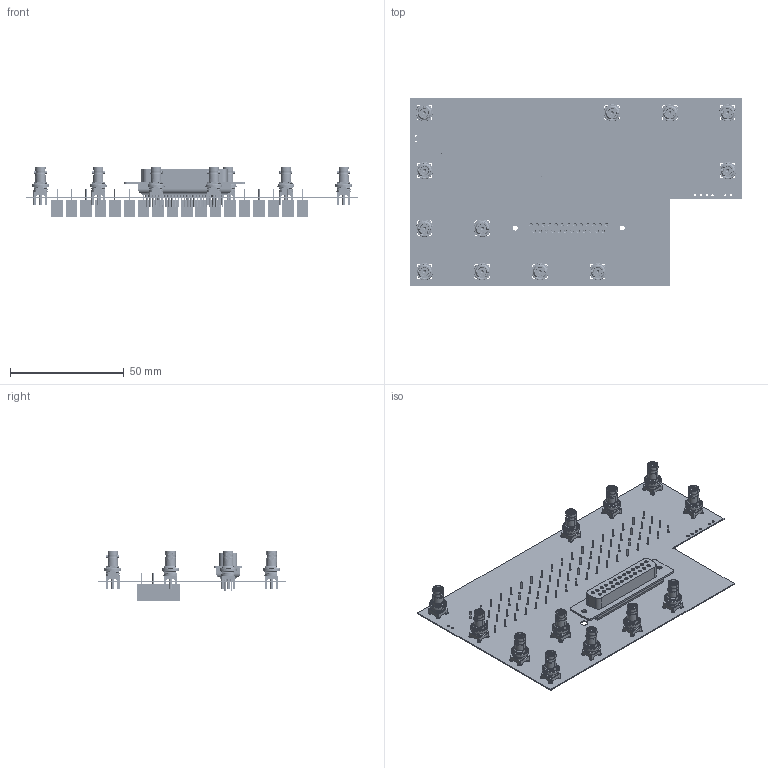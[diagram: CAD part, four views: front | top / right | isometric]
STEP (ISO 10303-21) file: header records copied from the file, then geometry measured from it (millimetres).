
FILE_DESCRIPTION(('Open CASCADE Model'),'2;1');
FILE_NAME('Open CASCADE Shape Model','2024-06-23T16:12:43',('Author'),( 'Open CASCADE'),'Open CASCADE STEP processor 7.5','Open CASCADE 7.5' ,'Unknown');
FILE_SCHEMA(('AUTOMOTIVE_DESIGN { 1 0 10303 214 1 1 1 1 }'));
Length unit declared in the file: millimetre
Products named in the file (37): PCB; Board; Open CASCADE STEP translator 7.5 3.1.1; Open CASCADE STEP translator 7.5 3.2; amphenol-34-5023; Open CASCADE STEP translator 7.5 3.3; Open CASCADE STEP translator 7.5 3.4; Open CASCADE STEP translator 7.5 3.5; Open CASCADE STEP translator 7.5 3.6; Open CASCADE STEP translator 7.5 3.7; Open CASCADE STEP translator 7.5 3.8; Open CASCADE STEP translator 7.5 3.9; Open CASCADE STEP translator 7.5 3.10; U4; 6622540160; Open CASCADE STEP translator 7.5 3.12; Open CASCADE STEP translator 7.5 3.13; Open CASCADE STEP translator 7.5 3.14; U5; U14; U6; U12; U16; U13; U17; U15; U11; U9; U7; U10; U3; U18; U2; U8; Open CASCADE STEP translator 7.5 3.31; Open CASCADE STEP translator 7.5 3.32; connector_a-df_25_pp_z
Assembly tree (64 placements, depth 3):
  PCB
    Board
      Open CASCADE STEP translator 7.5 3.1.1
    Open CASCADE STEP translator 7.5 3.2
      amphenol-34-5023
    Open CASCADE STEP translator 7.5 3.3
      amphenol-34-5023
    Open CASCADE STEP translator 7.5 3.4
      amphenol-34-5023
    Open CASCADE STEP translator 7.5 3.5
      amphenol-34-5023
    Open CASCADE STEP translator 7.5 3.6
      amphenol-34-5023
    Open CASCADE STEP translator 7.5 3.7
      amphenol-34-5023
    Open CASCADE STEP translator 7.5 3.8
      amphenol-34-5023
    Open CASCADE STEP translator 7.5 3.9
      amphenol-34-5023
    Open CASCADE STEP translator 7.5 3.10
      amphenol-34-5023
    U4
      6622540160
    Open CASCADE STEP translator 7.5 3.12
      amphenol-34-5023
    Open CASCADE STEP translator 7.5 3.13
      amphenol-34-5023
    Open CASCADE STEP translator 7.5 3.14
      6622540160
    U5
      6622540160
    U14
      6622540160
    U6
      6622540160
    U12
      6622540160
    U16
      6622540160
    U13
      6622540160
    U17
      6622540160
    U15
      6622540160
    U11
      6622540160
    U9
      6622540160
    U7
      6622540160
    U10
      6622540160
    U3
      6622540160
    U18
      6622540160
    U2
      6622540160
    U8
Bounding box: 146.05 x 82.55 x 22.23 mm (x, y, z)
Volume: 21927 mm3; surface area: 42683.4 mm2
Topology: 92 solids, 176 shells, 2691 faces, 6908 edges, 4550 vertices
Faces by surface type: plane 1102, cylinder 891, bspline 384, cone 266, torus 48
Full cylindrical faces by diameter (mm): 0.508 x72, 0.762 x72, 0.888 x4, 1.02 x4, 1.144 x25, 1.6 x12, 1.7 x48, 3.15 x2
Entity records: 28560 total; most frequent: CARTESIAN_POINT 10603, DIRECTION 3765, ORIENTED_EDGE 3238, EDGE_CURVE 1647, AXIS2_PLACEMENT_3D 1540, FACE_BOUND 1094, EDGE_LOOP 1094, VERTEX_POINT 1077
